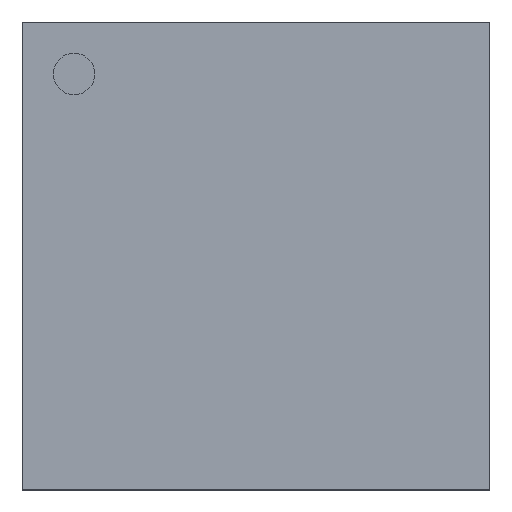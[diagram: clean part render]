
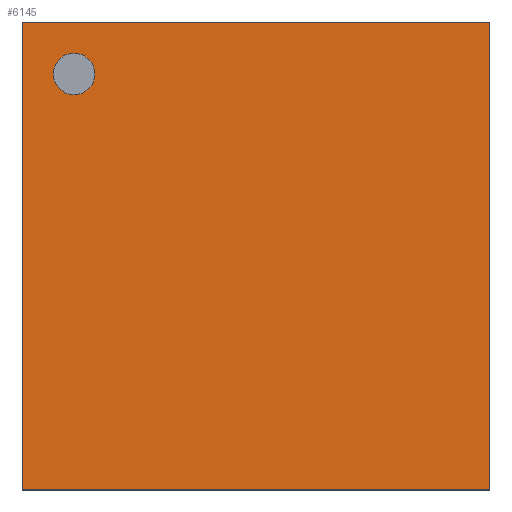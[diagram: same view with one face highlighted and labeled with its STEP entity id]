
A CAD part, top view. The second image highlights one B-rep face of the part: STEP entity #6145.
In plain terms, the highlighted planar face has unit normal (0, 0, 1).
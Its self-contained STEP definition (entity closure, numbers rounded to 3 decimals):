
#5947=CARTESIAN_POINT('',(-3.1,3.5,1.8));
#5948=VERTEX_POINT('',#5947);
#5957=CARTESIAN_POINT('',(-3.9,3.5,1.8));
#5958=VERTEX_POINT('',#5957);
#5959=CARTESIAN_POINT('',(-3.5,3.5,1.8));
#5960=DIRECTION('',(0.0,0.0,-1.0));
#5961=DIRECTION('',(1.0,0.0,0.0));
#5962=AXIS2_PLACEMENT_3D('',#5959,#5960,#5961);
#5963=CIRCLE('',#5962,0.4);
#5964=EDGE_CURVE('',#5958,#5948,#5963,.T.);
#5998=CARTESIAN_POINT('',(-3.5,3.5,1.8));
#5999=DIRECTION('',(0.0,0.0,-1.0));
#6000=DIRECTION('',(1.0,0.0,0.0));
#6001=AXIS2_PLACEMENT_3D('',#5998,#5999,#6000);
#6002=CIRCLE('',#6001,0.4);
#6003=EDGE_CURVE('',#5948,#5958,#6002,.T.);
#6023=CARTESIAN_POINT('',(-4.5,4.5,1.8));
#6024=VERTEX_POINT('',#6023);
#6025=CARTESIAN_POINT('',(4.5,4.5,1.8));
#6026=VERTEX_POINT('',#6025);
#6027=CARTESIAN_POINT('',(-4.5,4.5,1.8));
#6028=DIRECTION('',(1.0,0.0,0.0));
#6029=VECTOR('',#6028,9.);
#6030=LINE('',#6027,#6029);
#6031=EDGE_CURVE('',#6024,#6026,#6030,.T.);
#6094=CARTESIAN_POINT('',(4.5,-4.5,1.8));
#6095=VERTEX_POINT('',#6094);
#6096=CARTESIAN_POINT('',(-4.5,-4.5,1.8));
#6097=VERTEX_POINT('',#6096);
#6098=CARTESIAN_POINT('',(4.5,-4.5,1.8));
#6099=DIRECTION('',(-1.0,0.0,0.0));
#6100=VECTOR('',#6099,9.0);
#6101=LINE('',#6098,#6100);
#6102=EDGE_CURVE('',#6095,#6097,#6101,.T.);
#6120=CARTESIAN_POINT('',(0.,0.,1.8));
#6121=DIRECTION('',(0.0,0.0,1.0));
#6122=DIRECTION('',(1.0,0.0,0.0));
#6123=AXIS2_PLACEMENT_3D('',#6120,#6121,#6122);
#6124=PLANE('',#6123);
#6125=CARTESIAN_POINT('',(4.5,4.5,1.8));
#6126=DIRECTION('',(0.0,-1.0,0.0));
#6127=VECTOR('',#6126,9.0);
#6128=LINE('',#6125,#6127);
#6129=EDGE_CURVE('',#6026,#6095,#6128,.T.);
#6130=ORIENTED_EDGE('',*,*,#6129,.F.);
#6131=ORIENTED_EDGE('',*,*,#6031,.F.);
#6132=CARTESIAN_POINT('',(-4.5,-4.5,1.8));
#6133=DIRECTION('',(0.0,1.0,0.0));
#6134=VECTOR('',#6133,9.0);
#6135=LINE('',#6132,#6134);
#6136=EDGE_CURVE('',#6097,#6024,#6135,.T.);
#6137=ORIENTED_EDGE('',*,*,#6136,.F.);
#6138=ORIENTED_EDGE('',*,*,#6102,.F.);
#6139=EDGE_LOOP('',(#6130,#6131,#6137,#6138));
#6140=FACE_OUTER_BOUND('',#6139,.T.);
#6141=ORIENTED_EDGE('',*,*,#6003,.T.);
#6142=ORIENTED_EDGE('',*,*,#5964,.T.);
#6143=EDGE_LOOP('',(#6141,#6142));
#6144=FACE_BOUND('',#6143,.T.);
#6145=ADVANCED_FACE('',(#6140,#6144),#6124,.T.);
